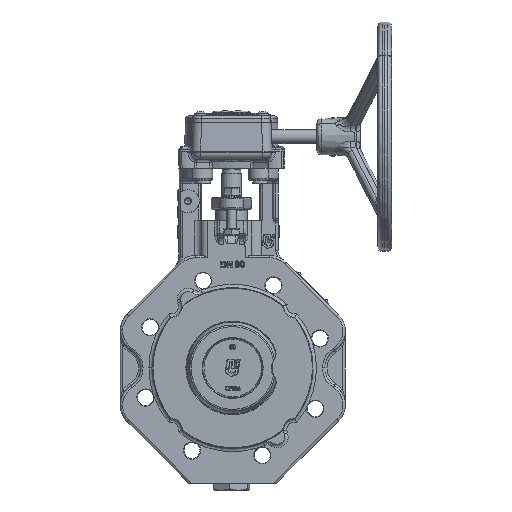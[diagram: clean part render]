
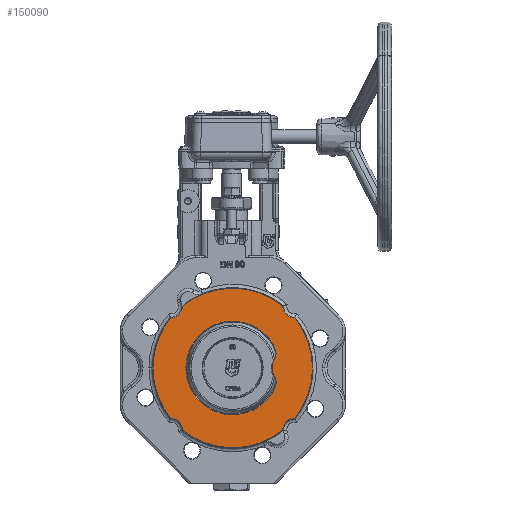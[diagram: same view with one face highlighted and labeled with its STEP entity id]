
A CAD part, front view. The second image highlights one B-rep face of the part: STEP entity #150090.
In plain terms, the highlighted planar face has unit normal (0, -1, 0).
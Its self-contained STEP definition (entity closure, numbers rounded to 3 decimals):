
#149920=CARTESIAN_POINT('',(6.782,-25.,-0.));
#149921=DIRECTION('',(0.,1.,0.));
#149922=DIRECTION('',(-1.,0.,0.));
#149923=AXIS2_PLACEMENT_3D('',#149920,#149921,#149922);
#149924=PLANE('',#149923);
#149925=CARTESIAN_POINT('',(35.819,-25.,-5.932));
#149926=VERTEX_POINT('',#149925);
#149927=CARTESIAN_POINT('',(36.343,-25.,-18.201));
#149928=VERTEX_POINT('',#149927);
#149929=CARTESIAN_POINT('',(35.819,-25.,-5.932));
#149930=CARTESIAN_POINT('',(36.662,-25.,-7.283));
#149931=CARTESIAN_POINT('',(37.134,-25.,-8.848));
#149932=CARTESIAN_POINT('',(37.596,-25.,-10.38));
#149933=CARTESIAN_POINT('',(37.665,-25.,-11.999));
#149934=CARTESIAN_POINT('',(37.734,-25.,-13.616));
#149935=CARTESIAN_POINT('',(37.404,-25.,-15.184));
#149936=CARTESIAN_POINT('',(37.068,-25.,-16.782));
#149937=CARTESIAN_POINT('',(36.343,-25.,-18.201));
#149938=B_SPLINE_CURVE_WITH_KNOTS('',2,(#149929,#149930,#149931,#149932,#149933,#149934,#149935,#149936,#149937),.UNSPECIFIED.,.F.,.F.,(3,2,2,2,3),(0.,0.25,0.5,0.75,1.),.UNSPECIFIED.);
#149939=EDGE_CURVE('',#149926,#149928,#149938,.T.);
#149940=ORIENTED_EDGE('',*,*,#149939,.T.);
#149941=CARTESIAN_POINT('',(36.343,-25.,18.201));
#149942=VERTEX_POINT('',#149941);
#149943=CARTESIAN_POINT('',(36.343,-25.,-18.201));
#149944=CARTESIAN_POINT('',(33.251,-25.,-24.356));
#149945=CARTESIAN_POINT('',(28.351,-25.,-29.125));
#149946=CARTESIAN_POINT('',(23.43,-25.,-33.914));
#149947=CARTESIAN_POINT('',(17.215,-25.,-36.82));
#149948=CARTESIAN_POINT('',(10.997,-25.,-39.727));
#149949=CARTESIAN_POINT('',(4.17,-25.,-40.431));
#149950=CARTESIAN_POINT('',(-2.658,-25.,-41.135));
#149951=CARTESIAN_POINT('',(-9.337,-25.,-39.559));
#149952=CARTESIAN_POINT('',(-16.017,-25.,-37.982));
#149953=CARTESIAN_POINT('',(-21.81,-25.,-34.299));
#149954=CARTESIAN_POINT('',(-27.603,-25.,-30.615));
#149955=CARTESIAN_POINT('',(-31.864,-25.,-25.235));
#149956=CARTESIAN_POINT('',(-36.125,-25.,-19.854));
#149957=CARTESIAN_POINT('',(-38.383,-25.,-13.372));
#149958=CARTESIAN_POINT('',(-40.641,-25.,-6.892));
#149959=CARTESIAN_POINT('',(-40.646,-25.,-0.025));
#149960=CARTESIAN_POINT('',(-40.651,-25.,6.837));
#149961=CARTESIAN_POINT('',(-38.4,-25.,13.324));
#149962=CARTESIAN_POINT('',(-36.15,-25.,19.808));
#149963=CARTESIAN_POINT('',(-31.895,-25.,25.195));
#149964=CARTESIAN_POINT('',(-27.641,-25.,30.581));
#149965=CARTESIAN_POINT('',(-21.851,-25.,34.272));
#149966=CARTESIAN_POINT('',(-16.066,-25.,37.961));
#149967=CARTESIAN_POINT('',(-9.384,-25.,39.548));
#149968=CARTESIAN_POINT('',(-2.708,-25.,41.133));
#149969=CARTESIAN_POINT('',(4.125,-25.,40.436));
#149970=CARTESIAN_POINT('',(10.952,-25.,39.74));
#149971=CARTESIAN_POINT('',(17.176,-25.,36.839));
#149972=CARTESIAN_POINT('',(23.392,-25.,33.941));
#149973=CARTESIAN_POINT('',(28.322,-25.,29.154));
#149974=CARTESIAN_POINT('',(33.254,-25.,24.365));
#149975=CARTESIAN_POINT('',(36.343,-25.,18.201));
#149976=B_SPLINE_CURVE_WITH_KNOTS('',2,(#149943,#149944,#149945,#149946,#149947,#149948,#149949,#149950,#149951,#149952,#149953,#149954,#149955,#149956,#149957,#149958,#149959,#149960,#149961,#149962,#149963,#149964,#149965,#149966,#149967,#149968,
#149969,#149970,#149971,#149972,#149973,#149974,#149975),.UNSPECIFIED.,.F.,.F.,(3,2,2,2,2,2,2,2,2,2,2,2,2,2,2,2,3),(0.,0.063,0.125,0.188,0.25,0.313,0.375,0.438,0.5,0.563,0.625,0.688,0.75,0.813,0.875,0.938,1.),.UNSPECIFIED.);
#149977=EDGE_CURVE('',#149928,#149942,#149976,.T.);
#149978=ORIENTED_EDGE('',*,*,#149977,.T.);
#149979=CARTESIAN_POINT('',(35.819,-25.,5.932));
#149980=VERTEX_POINT('',#149979);
#149981=CARTESIAN_POINT('',(36.343,-25.,18.201));
#149982=CARTESIAN_POINT('',(37.068,-25.,16.783));
#149983=CARTESIAN_POINT('',(37.404,-25.,15.184));
#149984=CARTESIAN_POINT('',(37.734,-25.,13.617));
#149985=CARTESIAN_POINT('',(37.665,-25.,11.999));
#149986=CARTESIAN_POINT('',(37.596,-25.,10.382));
#149987=CARTESIAN_POINT('',(37.134,-25.,8.847));
#149988=CARTESIAN_POINT('',(36.662,-25.,7.284));
#149989=CARTESIAN_POINT('',(35.819,-25.,5.932));
#149990=B_SPLINE_CURVE_WITH_KNOTS('',2,(#149981,#149982,#149983,#149984,#149985,#149986,#149987,#149988,#149989),.UNSPECIFIED.,.F.,.F.,(3,2,2,2,3),(0.,0.25,0.5,0.75,1.),.UNSPECIFIED.);
#149991=EDGE_CURVE('',#149942,#149980,#149990,.T.);
#149992=ORIENTED_EDGE('',*,*,#149991,.T.);
#149993=CARTESIAN_POINT('',(35.819,-25.,5.932));
#149994=CARTESIAN_POINT('',(34.996,-25.,4.616));
#149995=CARTESIAN_POINT('',(34.57,-25.,3.083));
#149996=CARTESIAN_POINT('',(34.152,-25.,1.582));
#149997=CARTESIAN_POINT('',(34.151,-25.,0.005));
#149998=CARTESIAN_POINT('',(34.15,-25.,-1.572));
#149999=CARTESIAN_POINT('',(34.566,-25.,-3.075));
#150000=CARTESIAN_POINT('',(34.992,-25.,-4.612));
#150001=CARTESIAN_POINT('',(35.819,-25.,-5.932));
#150002=B_SPLINE_CURVE_WITH_KNOTS('',2,(#149993,#149994,#149995,#149996,#149997,#149998,#149999,#150000,#150001),.UNSPECIFIED.,.F.,.F.,(3,2,2,2,3),(0.,0.25,0.5,0.75,1.),.UNSPECIFIED.);
#150003=EDGE_CURVE('',#149980,#149926,#150002,.T.);
#150004=ORIENTED_EDGE('',*,*,#150003,.T.);
#150005=EDGE_LOOP('',(#149940,#149978,#149992,#150004));
#150006=FACE_BOUND('',#150005,.T.);
#150007=CARTESIAN_POINT('',(-53.83,-25.,-43.61));
#150008=VERTEX_POINT('',#150007);
#150009=CARTESIAN_POINT('',(-43.61,-25.,-53.83));
#150010=VERTEX_POINT('',#150009);
#150011=CARTESIAN_POINT('',(-53.882,-25.,-53.882));
#150012=DIRECTION('',(0.,1.,0.));
#150013=DIRECTION('',(0.,-0.,1.));
#150014=AXIS2_PLACEMENT_3D('',#150011,#150012,#150013);
#150015=CIRCLE('',#150014,10.272);
#150016=EDGE_CURVE('',#150008,#150010,#150015,.T.);
#150017=ORIENTED_EDGE('',*,*,#150016,.T.);
#150018=CARTESIAN_POINT('',(43.61,-25.,-53.83));
#150019=VERTEX_POINT('',#150018);
#150020=CARTESIAN_POINT('',(0.,-25.,-0.));
#150021=DIRECTION('',(-0.,-1.,-0.));
#150022=DIRECTION('',(0.,-0.,1.));
#150023=AXIS2_PLACEMENT_3D('',#150020,#150021,#150022);
#150024=CIRCLE('',#150023,69.278);
#150025=EDGE_CURVE('',#150010,#150019,#150024,.T.);
#150026=ORIENTED_EDGE('',*,*,#150025,.T.);
#150027=CARTESIAN_POINT('',(53.83,-25.,-43.61));
#150028=VERTEX_POINT('',#150027);
#150029=CARTESIAN_POINT('',(53.882,-25.,-53.882));
#150030=DIRECTION('',(0.,1.,0.));
#150031=DIRECTION('',(0.,-0.,1.));
#150032=AXIS2_PLACEMENT_3D('',#150029,#150030,#150031);
#150033=CIRCLE('',#150032,10.272);
#150034=EDGE_CURVE('',#150019,#150028,#150033,.T.);
#150035=ORIENTED_EDGE('',*,*,#150034,.T.);
#150036=CARTESIAN_POINT('',(53.83,-25.,43.61));
#150037=VERTEX_POINT('',#150036);
#150038=CARTESIAN_POINT('',(0.,-25.,-0.));
#150039=DIRECTION('',(-0.,-1.,-0.));
#150040=DIRECTION('',(0.,-0.,1.));
#150041=AXIS2_PLACEMENT_3D('',#150038,#150039,#150040);
#150042=CIRCLE('',#150041,69.278);
#150043=EDGE_CURVE('',#150028,#150037,#150042,.T.);
#150044=ORIENTED_EDGE('',*,*,#150043,.T.);
#150045=CARTESIAN_POINT('',(43.61,-25.,53.83));
#150046=VERTEX_POINT('',#150045);
#150047=CARTESIAN_POINT('',(53.882,-25.,53.882));
#150048=DIRECTION('',(0.,1.,0.));
#150049=DIRECTION('',(0.,-0.,1.));
#150050=AXIS2_PLACEMENT_3D('',#150047,#150048,#150049);
#150051=CIRCLE('',#150050,10.272);
#150052=EDGE_CURVE('',#150037,#150046,#150051,.T.);
#150053=ORIENTED_EDGE('',*,*,#150052,.T.);
#150054=CARTESIAN_POINT('',(-0.,-25.,69.278));
#150055=VERTEX_POINT('',#150054);
#150056=CARTESIAN_POINT('',(0.,-25.,-0.));
#150057=DIRECTION('',(-0.,-1.,-0.));
#150058=DIRECTION('',(0.,-0.,1.));
#150059=AXIS2_PLACEMENT_3D('',#150056,#150057,#150058);
#150060=CIRCLE('',#150059,69.278);
#150061=EDGE_CURVE('',#150046,#150055,#150060,.T.);
#150062=ORIENTED_EDGE('',*,*,#150061,.T.);
#150063=CARTESIAN_POINT('',(-43.61,-25.,53.83));
#150064=VERTEX_POINT('',#150063);
#150065=CARTESIAN_POINT('',(0.,-25.,-0.));
#150066=DIRECTION('',(-0.,-1.,-0.));
#150067=DIRECTION('',(0.,-0.,1.));
#150068=AXIS2_PLACEMENT_3D('',#150065,#150066,#150067);
#150069=CIRCLE('',#150068,69.278);
#150070=EDGE_CURVE('',#150055,#150064,#150069,.T.);
#150071=ORIENTED_EDGE('',*,*,#150070,.T.);
#150072=CARTESIAN_POINT('',(-53.83,-25.,43.61));
#150073=VERTEX_POINT('',#150072);
#150074=CARTESIAN_POINT('',(-53.882,-25.,53.882));
#150075=DIRECTION('',(0.,1.,0.));
#150076=DIRECTION('',(0.,-0.,1.));
#150077=AXIS2_PLACEMENT_3D('',#150074,#150075,#150076);
#150078=CIRCLE('',#150077,10.272);
#150079=EDGE_CURVE('',#150064,#150073,#150078,.T.);
#150080=ORIENTED_EDGE('',*,*,#150079,.T.);
#150081=CARTESIAN_POINT('',(0.,-25.,-0.));
#150082=DIRECTION('',(-0.,-1.,-0.));
#150083=DIRECTION('',(0.,-0.,1.));
#150084=AXIS2_PLACEMENT_3D('',#150081,#150082,#150083);
#150085=CIRCLE('',#150084,69.278);
#150086=EDGE_CURVE('',#150073,#150008,#150085,.T.);
#150087=ORIENTED_EDGE('',*,*,#150086,.T.);
#150088=EDGE_LOOP('',(#150017,#150026,#150035,#150044,#150053,#150062,#150071,#150080,#150087));
#150089=FACE_BOUND('',#150088,.T.);
#150090=ADVANCED_FACE('NONE',(#150006,#150089),#149924,.F.);
